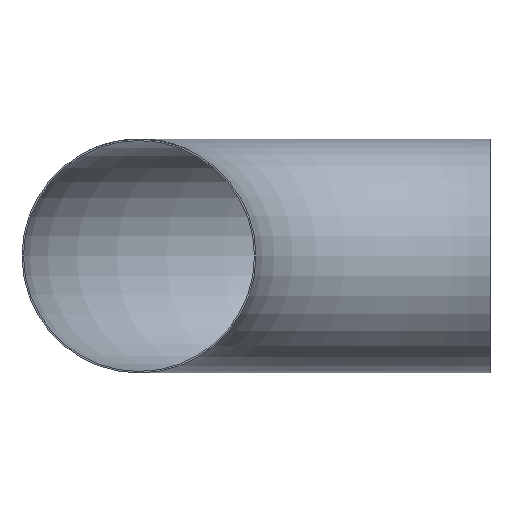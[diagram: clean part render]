
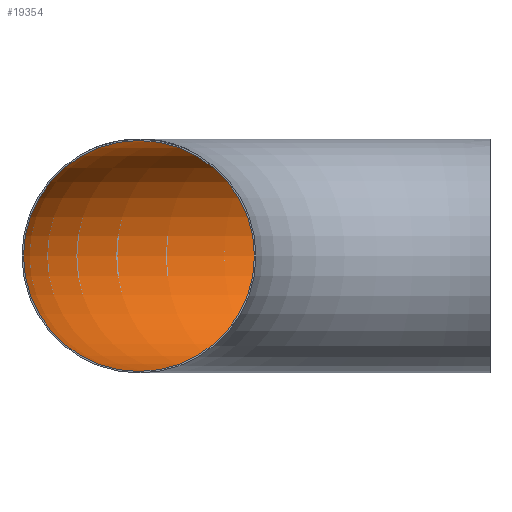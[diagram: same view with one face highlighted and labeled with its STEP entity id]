
A CAD part, front view. The second image highlights one B-rep face of the part: STEP entity #19354.
In plain terms, the highlighted toroidal (fillet/blend) face has major radius 686 mm and minor radius 225.6 mm.
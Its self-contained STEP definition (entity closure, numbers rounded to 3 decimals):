
#795 = VERTEX_POINT ( 'NONE', #8695 ) ;
#3954 = AXIS2_PLACEMENT_3D ( 'NONE', #31243, #4299, #14795 ) ;
#4299 = DIRECTION ( 'NONE',  ( 1., 0., 0. ) ) ;
#5028 = CIRCLE ( 'NONE', #3954, 225.6 ) ;
#6849 = FACE_OUTER_BOUND ( 'NONE', #29781, .T. ) ;
#7116 = AXIS2_PLACEMENT_3D ( 'NONE', #10776, #8189, #21399 ) ;
#7182 = TOROIDAL_SURFACE ( 'NONE', #17613, 686., 225.6 ) ;
#8189 = DIRECTION ( 'NONE',  ( 0., 1., 0. ) ) ;
#8485 = EDGE_LOOP ( 'NONE', ( #28919 ) ) ;
#8695 = CARTESIAN_POINT ( 'NONE',  ( -686., 0., 225.6 ) ) ;
#8753 = CARTESIAN_POINT ( 'NONE',  ( 0., 0., 0. ) ) ;
#10776 = CARTESIAN_POINT ( 'NONE',  ( -686., 0., 0. ) ) ;
#10990 = CIRCLE ( 'NONE', #7116, 225.6 ) ;
#14795 = DIRECTION ( 'NONE',  ( 0., 1., 0. ) ) ;
#16095 = CARTESIAN_POINT ( 'NONE',  ( 0., 911.6, 0. ) ) ;
#16557 = EDGE_CURVE ( 'NONE', #19001, #19001, #5028, .T. ) ;
#17613 = AXIS2_PLACEMENT_3D ( 'NONE', #8753, #19397, #29869 ) ;
#19001 = VERTEX_POINT ( 'NONE', #16095 ) ;
#19354 = ADVANCED_FACE ( 'NONE', ( #6849, #27299 ), #7182, .F. ) ;
#19397 = DIRECTION ( 'NONE',  ( 0., 0., -1. ) ) ;
#21399 = DIRECTION ( 'NONE',  ( 0., 0., 1. ) ) ;
#24462 = ORIENTED_EDGE ( 'NONE', *, *, #16557, .T. ) ;
#26400 = EDGE_CURVE ( 'NONE', #795, #795, #10990, .T. ) ;
#27299 = FACE_OUTER_BOUND ( 'NONE', #8485, .T. ) ;
#28919 = ORIENTED_EDGE ( 'NONE', *, *, #26400, .F. ) ;
#29781 = EDGE_LOOP ( 'NONE', ( #24462 ) ) ;
#29869 = DIRECTION ( 'NONE',  ( -1., 0., 0. ) ) ;
#31243 = CARTESIAN_POINT ( 'NONE',  ( 0., 686., 0. ) ) ;
